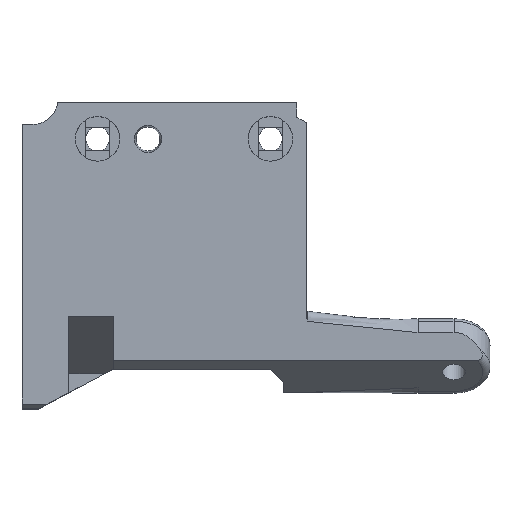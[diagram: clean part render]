
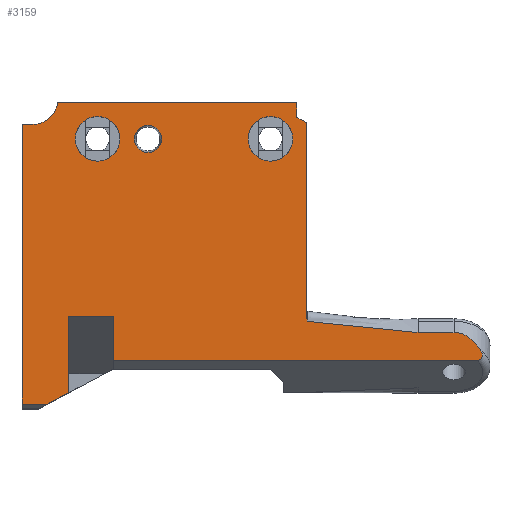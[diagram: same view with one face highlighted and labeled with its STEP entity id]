
A CAD part, top view. The second image highlights one B-rep face of the part: STEP entity #3159.
In plain terms, the highlighted planar face has unit normal (0, 0, 1).
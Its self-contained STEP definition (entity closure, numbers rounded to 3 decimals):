
#15=ELLIPSE('',#3420,7.472,5.);
#38=B_SPLINE_CURVE_WITH_KNOTS('',3,(#5993,#5994,#5995,#5996,#5997,#5998,
#5999,#6000,#6001,#6002,#6003,#6004,#6005,#6006),.UNSPECIFIED.,.F.,.F.,
(4,2,2,2,2,2,4),(1.273,1.287,1.338,1.374,
1.39,1.407,1.446),.UNSPECIFIED.);
#67=FACE_BOUND('',#533,.T.);
#68=FACE_BOUND('',#534,.T.);
#69=FACE_BOUND('',#535,.T.);
#146=CIRCLE('',#3283,1.9);
#152=CIRCLE('',#3293,3.1);
#153=CIRCLE('',#3294,3.1);
#154=CIRCLE('',#3296,3.1);
#155=CIRCLE('',#3297,3.1);
#192=CIRCLE('',#3408,3.5);
#360=FACE_OUTER_BOUND('',#532,.T.);
#532=EDGE_LOOP('',(#2840,#2841,#2842,#2843,#2844,#2845,#2846,#2847,#2848,
#2849,#2850,#2851,#2852,#2853,#2854,#2855,#2856,#2857,#2858));
#533=EDGE_LOOP('',(#2859));
#534=EDGE_LOOP('',(#2860,#2861));
#535=EDGE_LOOP('',(#2862,#2863));
#578=LINE('',#4557,#914);
#579=LINE('',#4559,#915);
#597=LINE('',#4616,#933);
#616=LINE('',#4662,#952);
#619=LINE('',#4669,#955);
#627=LINE('',#4683,#963);
#631=LINE('',#4691,#967);
#632=LINE('',#4697,#968);
#737=LINE('',#4980,#1073);
#831=LINE('',#5811,#1167);
#858=LINE('',#5947,#1194);
#860=LINE('',#5951,#1196);
#862=LINE('',#5955,#1198);
#865=LINE('',#5962,#1201);
#873=LINE('',#5990,#1209);
#875=LINE('',#6013,#1211);
#914=VECTOR('',#3516,10.);
#915=VECTOR('',#3517,10.);
#933=VECTOR('',#3573,10.);
#952=VECTOR('',#3610,10.);
#955=VECTOR('',#3615,10.);
#963=VECTOR('',#3625,10.);
#967=VECTOR('',#3633,10.);
#968=VECTOR('',#3640,10.);
#1073=VECTOR('',#3923,10.);
#1167=VECTOR('',#4119,10.);
#1194=VECTOR('',#4196,10.);
#1196=VECTOR('',#4200,10.);
#1198=VECTOR('',#4204,10.);
#1201=VECTOR('',#4213,10.);
#1209=VECTOR('',#4247,10.);
#1211=VECTOR('',#4259,10.);
#1253=VERTEX_POINT('',#4554);
#1254=VERTEX_POINT('',#4556);
#1255=VERTEX_POINT('',#4558);
#1275=VERTEX_POINT('',#4614);
#1292=VERTEX_POINT('',#4659);
#1293=VERTEX_POINT('',#4661);
#1294=VERTEX_POINT('',#4665);
#1296=VERTEX_POINT('',#4668);
#1301=VERTEX_POINT('',#4681);
#1303=VERTEX_POINT('',#4689);
#1348=VERTEX_POINT('',#4831);
#1354=VERTEX_POINT('',#4851);
#1355=VERTEX_POINT('',#4852);
#1356=VERTEX_POINT('',#4857);
#1357=VERTEX_POINT('',#4858);
#1394=VERTEX_POINT('',#4979);
#1484=VERTEX_POINT('',#5809);
#1498=VERTEX_POINT('',#5946);
#1499=VERTEX_POINT('',#5950);
#1500=VERTEX_POINT('',#5954);
#1501=VERTEX_POINT('',#5958);
#1507=VERTEX_POINT('',#5984);
#1508=VERTEX_POINT('',#5986);
#1509=VERTEX_POINT('',#5992);
#1561=EDGE_CURVE('',#1253,#1254,#578,.T.);
#1562=EDGE_CURVE('',#1254,#1255,#579,.T.);
#1591=EDGE_CURVE('',#1275,#1253,#597,.T.);
#1613=EDGE_CURVE('',#1293,#1292,#616,.T.);
#1616=EDGE_CURVE('',#1296,#1294,#619,.T.);
#1624=EDGE_CURVE('',#1294,#1301,#627,.T.);
#1628=EDGE_CURVE('',#1301,#1303,#631,.T.);
#1631=EDGE_CURVE('',#1303,#1293,#632,.T.);
#1698=EDGE_CURVE('',#1348,#1348,#146,.T.);
#1708=EDGE_CURVE('',#1354,#1355,#152,.T.);
#1709=EDGE_CURVE('',#1355,#1354,#153,.T.);
#1711=EDGE_CURVE('',#1356,#1357,#154,.T.);
#1712=EDGE_CURVE('',#1357,#1356,#155,.T.);
#1772=EDGE_CURVE('',#1394,#1296,#737,.T.);
#1907=EDGE_CURVE('',#1275,#1484,#831,.T.);
#1941=EDGE_CURVE('',#1484,#1498,#858,.T.);
#1943=EDGE_CURVE('',#1498,#1499,#860,.T.);
#1945=EDGE_CURVE('',#1500,#1394,#862,.T.);
#1947=EDGE_CURVE('',#1501,#1500,#192,.T.);
#1949=EDGE_CURVE('',#1499,#1501,#865,.T.);
#1961=EDGE_CURVE('',#1507,#1508,#15,.T.);
#1963=EDGE_CURVE('',#1255,#1507,#873,.T.);
#1964=EDGE_CURVE('',#1508,#1509,#38,.T.);
#1968=EDGE_CURVE('',#1292,#1509,#875,.T.);
#2840=ORIENTED_EDGE('',*,*,#1964,.F.);
#2841=ORIENTED_EDGE('',*,*,#1961,.F.);
#2842=ORIENTED_EDGE('',*,*,#1963,.F.);
#2843=ORIENTED_EDGE('',*,*,#1562,.F.);
#2844=ORIENTED_EDGE('',*,*,#1561,.F.);
#2845=ORIENTED_EDGE('',*,*,#1591,.F.);
#2846=ORIENTED_EDGE('',*,*,#1907,.T.);
#2847=ORIENTED_EDGE('',*,*,#1941,.T.);
#2848=ORIENTED_EDGE('',*,*,#1943,.T.);
#2849=ORIENTED_EDGE('',*,*,#1949,.T.);
#2850=ORIENTED_EDGE('',*,*,#1947,.T.);
#2851=ORIENTED_EDGE('',*,*,#1945,.T.);
#2852=ORIENTED_EDGE('',*,*,#1772,.T.);
#2853=ORIENTED_EDGE('',*,*,#1616,.T.);
#2854=ORIENTED_EDGE('',*,*,#1624,.T.);
#2855=ORIENTED_EDGE('',*,*,#1628,.T.);
#2856=ORIENTED_EDGE('',*,*,#1631,.T.);
#2857=ORIENTED_EDGE('',*,*,#1613,.T.);
#2858=ORIENTED_EDGE('',*,*,#1968,.T.);
#2859=ORIENTED_EDGE('',*,*,#1698,.F.);
#2860=ORIENTED_EDGE('',*,*,#1708,.T.);
#2861=ORIENTED_EDGE('',*,*,#1709,.T.);
#2862=ORIENTED_EDGE('',*,*,#1711,.T.);
#2863=ORIENTED_EDGE('',*,*,#1712,.T.);
#2996=PLANE('',#3427);
#3159=ADVANCED_FACE('',(#360,#67,#68,#69),#2996,.F.);
#3283=AXIS2_PLACEMENT_3D('',#4832,#3775,#3776);
#3293=AXIS2_PLACEMENT_3D('',#4853,#3799,#3800);
#3294=AXIS2_PLACEMENT_3D('',#4854,#3801,#3802);
#3296=AXIS2_PLACEMENT_3D('',#4859,#3806,#3807);
#3297=AXIS2_PLACEMENT_3D('',#4860,#3808,#3809);
#3408=AXIS2_PLACEMENT_3D('',#5959,#4208,#4209);
#3420=AXIS2_PLACEMENT_3D('',#5987,#4241,#4242);
#3427=AXIS2_PLACEMENT_3D('',#6012,#4257,#4258);
#3516=DIRECTION('',(0.,-1.,0.));
#3517=DIRECTION('',(0.995,-0.1,0.));
#3573=DIRECTION('',(1.,0.,0.));
#3610=DIRECTION('',(0.,-1.,0.));
#3615=DIRECTION('',(1.,0.,0.));
#3625=DIRECTION('',(0.883,0.469,0.));
#3633=DIRECTION('',(0.,1.,0.));
#3640=DIRECTION('',(1.,0.,0.));
#3775=DIRECTION('center_axis',(0.,0.,1.));
#3776=DIRECTION('ref_axis',(-1.,0.,0.));
#3799=DIRECTION('center_axis',(0.,0.,-1.));
#3800=DIRECTION('ref_axis',(1.,0.,0.));
#3801=DIRECTION('center_axis',(0.,0.,-1.));
#3802=DIRECTION('ref_axis',(1.,0.,0.));
#3806=DIRECTION('center_axis',(0.,0.,-1.));
#3807=DIRECTION('ref_axis',(1.,0.,0.));
#3808=DIRECTION('center_axis',(0.,0.,-1.));
#3809=DIRECTION('ref_axis',(1.,0.,0.));
#3923=DIRECTION('',(0.,-1.,0.));
#4119=DIRECTION('',(0.,1.,0.));
#4196=DIRECTION('',(-0.866,0.5,0.));
#4200=DIRECTION('',(0.,1.,0.));
#4204=DIRECTION('',(-1.,0.,0.));
#4208=DIRECTION('center_axis',(0.,0.,-1.));
#4209=DIRECTION('ref_axis',(0.99,-0.143,0.));
#4213=DIRECTION('',(-1.,0.,0.));
#4241=DIRECTION('center_axis',(0.,0.,-1.));
#4242=DIRECTION('ref_axis',(0.,1.,0.));
#4247=DIRECTION('',(1.,0.,0.));
#4257=DIRECTION('center_axis',(0.,0.,-1.));
#4258=DIRECTION('ref_axis',(0.,1.,0.));
#4259=DIRECTION('',(1.,0.,0.));
#4554=CARTESIAN_POINT('',(20.31,-28.192,23.));
#4556=CARTESIAN_POINT('',(20.31,-28.598,23.));
#4557=CARTESIAN_POINT('',(20.31,-25.946,23.));
#4558=CARTESIAN_POINT('',(35.71,-30.147,23.));
#4559=CARTESIAN_POINT('',(20.31,-28.598,23.));
#4614=CARTESIAN_POINT('',(20.21,-28.192,23.));
#4616=CARTESIAN_POINT('',(10.335,-28.192,23.));
#4659=CARTESIAN_POINT('',(-6.54,-34.02,23.));
#4661=CARTESIAN_POINT('',(-6.54,-27.888,23.));
#4662=CARTESIAN_POINT('',(-6.54,-27.541,23.));
#4665=CARTESIAN_POINT('',(-15.769,-40.075,23.));
#4668=CARTESIAN_POINT('',(-19.29,-40.075,23.));
#4669=CARTESIAN_POINT('',(-9.415,-40.075,23.));
#4681=CARTESIAN_POINT('',(-12.79,-38.491,23.));
#4683=CARTESIAN_POINT('',(-0.639,-32.03,23.));
#4689=CARTESIAN_POINT('',(-12.79,-27.888,23.));
#4691=CARTESIAN_POINT('',(-12.79,-27.541,23.));
#4697=CARTESIAN_POINT('',(-6.165,-27.888,23.));
#4831=CARTESIAN_POINT('',(0.11,-3.248,23.));
#4832=CARTESIAN_POINT('Origin',(-1.79,-3.248,23.));
#4851=CARTESIAN_POINT('',(-5.69,-3.248,23.));
#4852=CARTESIAN_POINT('',(-11.89,-3.248,23.));
#4853=CARTESIAN_POINT('Origin',(-8.79,-3.248,23.));
#4854=CARTESIAN_POINT('Origin',(-8.79,-3.248,23.));
#4857=CARTESIAN_POINT('',(18.31,-3.248,23.));
#4858=CARTESIAN_POINT('',(12.11,-3.248,23.));
#4859=CARTESIAN_POINT('Origin',(15.21,-3.248,23.));
#4860=CARTESIAN_POINT('Origin',(15.21,-3.248,23.));
#4979=CARTESIAN_POINT('',(-19.29,-1.248,23.));
#4980=CARTESIAN_POINT('',(-19.29,-40.748,23.));
#5809=CARTESIAN_POINT('',(20.21,-1.016,23.));
#5811=CARTESIAN_POINT('',(20.21,1.752,23.));
#5946=CARTESIAN_POINT('',(18.88,-0.248,23.));
#5947=CARTESIAN_POINT('',(16.14,1.334,23.));
#5950=CARTESIAN_POINT('',(18.88,1.752,23.));
#5951=CARTESIAN_POINT('',(18.88,-8.873,23.));
#5954=CARTESIAN_POINT('',(-17.79,-1.248,23.));
#5955=CARTESIAN_POINT('',(-9.415,-1.248,23.));
#5958=CARTESIAN_POINT('',(-14.326,1.752,23.));
#5959=CARTESIAN_POINT('Origin',(-17.79,2.252,23.));
#5962=CARTESIAN_POINT('',(-19.29,1.752,23.));
#5984=CARTESIAN_POINT('',(40.71,-30.147,23.));
#5986=CARTESIAN_POINT('',(44.458,-32.674,23.));
#5987=CARTESIAN_POINT('Origin',(40.71,-37.62,23.));
#5990=CARTESIAN_POINT('',(35.71,-30.147,23.));
#5992=CARTESIAN_POINT('',(43.903,-34.02,23.));
#5993=CARTESIAN_POINT('Ctrl Pts',(44.458,-32.674,23.));
#5994=CARTESIAN_POINT('Ctrl Pts',(44.484,-32.718,23.));
#5995=CARTESIAN_POINT('Ctrl Pts',(44.507,-32.762,23.));
#5996=CARTESIAN_POINT('Ctrl Pts',(44.599,-32.957,23.));
#5997=CARTESIAN_POINT('Ctrl Pts',(44.651,-33.153,23.));
#5998=CARTESIAN_POINT('Ctrl Pts',(44.646,-33.443,23.));
#5999=CARTESIAN_POINT('Ctrl Pts',(44.613,-33.584,23.));
#6000=CARTESIAN_POINT('Ctrl Pts',(44.525,-33.736,23.));
#6001=CARTESIAN_POINT('Ctrl Pts',(44.486,-33.787,23.));
#6002=CARTESIAN_POINT('Ctrl Pts',(44.408,-33.862,23.));
#6003=CARTESIAN_POINT('Ctrl Pts',(44.356,-33.901,23.));
#6004=CARTESIAN_POINT('Ctrl Pts',(44.192,-33.99,23.));
#6005=CARTESIAN_POINT('Ctrl Pts',(44.035,-34.02,23.));
#6006=CARTESIAN_POINT('Ctrl Pts',(43.903,-34.02,23.));
#6012=CARTESIAN_POINT('Origin',(35.71,-34.02,23.));
#6013=CARTESIAN_POINT('',(20.21,-34.02,23.));
